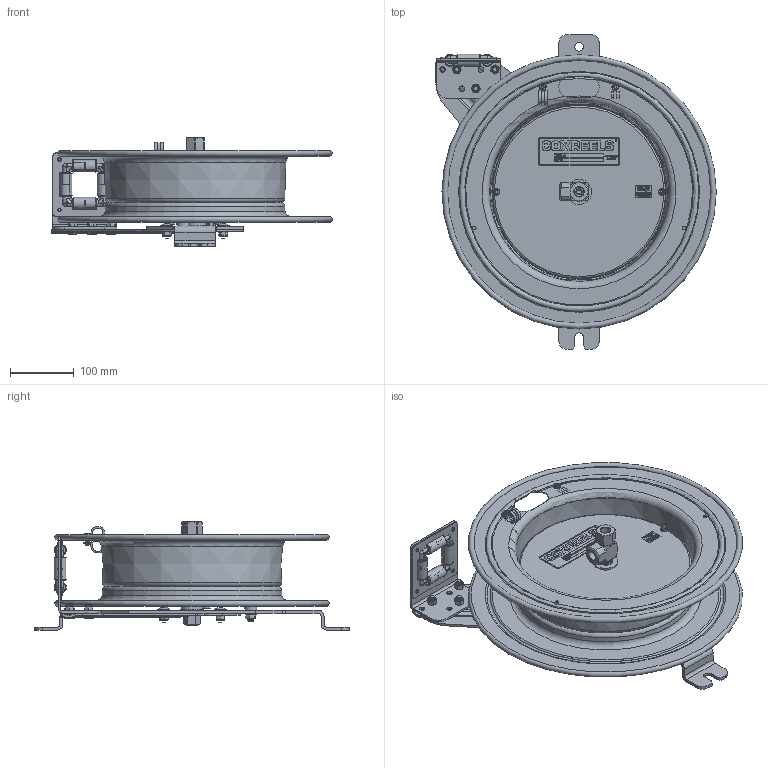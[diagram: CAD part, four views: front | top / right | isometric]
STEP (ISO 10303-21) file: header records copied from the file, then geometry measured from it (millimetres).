
FILE_DESCRIPTION(/* description */ (''),/* implementation_level */ '2;1');
FILE_NAME(/* name */ 'SG17L-L350_SHARED.stp',/* time_stamp */ '2020-02-06T08:45:26-07:00',/* author */ ('NMelton'),/* organization */ (''),/* preprocessor_version */ 'ST-DEVELOPER v17',/* originating_system */ 'Autodesk Inventor 2019',/* authorisation */ '');
FILE_SCHEMA (('AUTOMOTIVE_DESIGN { 1 0 10303 214 3 1 1 }'));
Products named in the file (1): SG17L-L350_SHARED
Bounding box: 441.48 x 495.3 x 170.94 mm (x, y, z)
Surface area: 1033733.1 mm2 (no closed solid volume)
Topology: 0 solids, 130 shells, 2357 faces, 10530 edges, 7956 vertices
Faces by surface type: plane 1272, bspline 433, cylinder 414, cone 135, torus 67, sphere 36
Full cylindrical faces by diameter (mm): 2.159 x2, 2.54 x1, 3.048 x1, 3.962 x2, 4.699 x4, 4.826 x6, 5.182 x2, 5.556 x4, 5.588 x6, 6.35 x5, 7.938 x3, 8.636 x3, 8.733 x4, 8.89 x1, 11.43 x3, 12.192 x8, 13.492 x1, 14.859 x1, 15.875 x1, 17.399 x1, 17.882 x1, 19.05 x5, 20.574 x1, 28.575 x1, 34.925 x1, 35.052 x1, 39.624 x1, 273.05 x1
Entity records: 114235 total; most frequent: CARTESIAN_POINT 33882, ORIENTED_EDGE 15219, DIRECTION 13563, EDGE_CURVE 10487, VERTEX_POINT 7956, LINE 6171, VECTOR 6171, AXIS2_PLACEMENT_3D 3696
